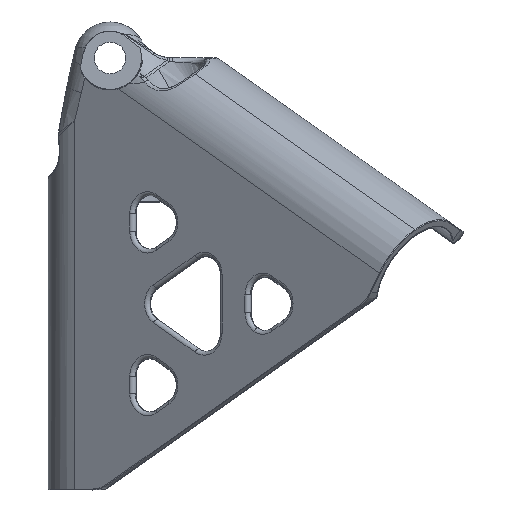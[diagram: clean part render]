
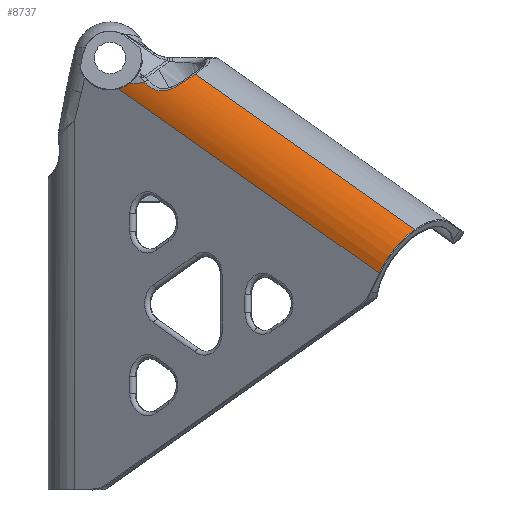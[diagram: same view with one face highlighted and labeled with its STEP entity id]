
A CAD part, top view. The second image highlights one B-rep face of the part: STEP entity #8737.
In plain terms, the highlighted cylindrical face has radius 21.844 mm (diameter 43.688 mm), a partial arc.
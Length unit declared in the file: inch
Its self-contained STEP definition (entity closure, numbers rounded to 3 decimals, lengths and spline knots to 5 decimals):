
#423 = CARTESIAN_POINT ( 'NONE',  ( 0.6475, -0.44934, 1.44804 ) ) ;
#496 = CARTESIAN_POINT ( 'NONE',  ( 0.86101, -0.42845, 1.52724 ) ) ;
#571 = CARTESIAN_POINT ( 'NONE',  ( 0.56279, -0.40901, 1.39463 ) ) ;
#576 = ORIENTED_EDGE ( 'NONE', *, *, #9782, .T. ) ;
#1069 = DIRECTION ( 'NONE',  ( -0.707, 0.5, -0.5 ) ) ;
#1432 = EDGE_CURVE ( 'NONE', #20041, #8862, #3226, .T. ) ;
#1541 = CARTESIAN_POINT ( 'NONE',  ( 0.13816, -0.42431, 1.15098 ) ) ;
#1902 = CARTESIAN_POINT ( 'NONE',  ( 1.03207, -0.33171, 1.51671 ) ) ;
#2188 = CARTESIAN_POINT ( 'NONE',  ( 0.44209, -0.34705, 1.31714 ) ) ;
#2485 = CARTESIAN_POINT ( 'NONE',  ( 4.23557, -2.38689, 3.60311 ) ) ;
#2660 = CARTESIAN_POINT ( 'NONE',  ( 0.27721, -0.19602, 0.19602 ) ) ;
#2682 = CARTESIAN_POINT ( 'NONE',  ( 3.74612, -3., 3.70219 ) ) ;
#3057 = CARTESIAN_POINT ( 'NONE',  ( 0.11346, -0.43132, 1.13351 ) ) ;
#3058 = CIRCLE ( 'NONE', #5161, 0.86 ) ;
#3195 = ORIENTED_EDGE ( 'NONE', *, *, #3311, .T. ) ;
#3226 = LINE ( 'NONE', #2682, #16682 ) ;
#3281 = DIRECTION ( 'NONE',  ( -0.707, 0.5, -0.5 ) ) ;
#3293 = CARTESIAN_POINT ( 'NONE',  ( 1.18241, -0.22798, 1.4442 ) ) ;
#3311 = EDGE_CURVE ( 'NONE', #20852, #8435, #13834, .T. ) ;
#3535 = CARTESIAN_POINT ( 'NONE',  ( 0.76046, -0.45765, 1.50131 ) ) ;
#3695 = CARTESIAN_POINT ( 'NONE',  ( 0.90992, -0.4052, 1.53151 ) ) ;
#3757 = CARTESIAN_POINT ( 'NONE',  ( 0.81115, -0.44655, 1.51716 ) ) ;
#3831 = CARTESIAN_POINT ( 'NONE',  ( 0.79407, -0.45122, 1.51242 ) ) ;
#4208 = AXIS2_PLACEMENT_3D ( 'NONE', #2660, #1069, #4274 ) ;
#4274 = DIRECTION ( 'NONE',  ( 0., 0.707, 0.707 ) ) ;
#4461 = CARTESIAN_POINT ( 'NONE',  ( 0.25821, -0.36044, 1.22065 ) ) ;
#5161 = AXIS2_PLACEMENT_3D ( 'NONE', #17878, #3281, #17733 ) ;
#5247 = CARTESIAN_POINT ( 'NONE',  ( 0.98754, -0.36061, 1.52723 ) ) ;
#5312 = CARTESIAN_POINT ( 'NONE',  ( 0.95724, -0.37935, 1.53108 ) ) ;
#5397 = CARTESIAN_POINT ( 'NONE',  ( 1.08931, -0.29305, 1.4967 ) ) ;
#6171 = CARTESIAN_POINT ( 'NONE',  ( 0.11346, -0.43132, 1.13351 ) ) ;
#6225 = CARTESIAN_POINT ( 'NONE',  ( 0.16253, -0.41514, 1.16726 ) ) ;
#6515 = B_SPLINE_CURVE_WITH_KNOTS ( 'NONE', 3,
 ( #11902, #2188, #8774, #12184, #10412, #18699 ),
 .UNSPECIFIED., .F., .F.,
 ( 4, 2, 4 ),
 ( 0.0086, 0.01176, 0.01493 ),
 .UNSPECIFIED. ) ;
#6724 = CARTESIAN_POINT ( 'NONE',  ( 1.18241, -0.22798, 1.4442 ) ) ;
#6855 = CARTESIAN_POINT ( 'NONE',  ( 1.07532, -0.30264, 1.5024 ) ) ;
#6921 = B_SPLINE_CURVE_WITH_KNOTS ( 'NONE', 3,
 ( #6724, #11765, #13372, #5397, #6855, #16523, #1902, #5247, #5312, #3695, #15008, #496, #18349, #3757, #3831, #3535, #8333, #11612, #18194, #19688, #9976, #10106, #423, #16666, #8494, #15081, #571, #19754, #11836, #6933 ),
 .UNSPECIFIED., .F., .F.,
 ( 4, 2, 2, 2, 2, 2, 2, 2, 2, 2, 2, 2, 2, 2, 4 ),
 ( 0.01346, 0.01623, 0.01761, 0.019, 0.02177, 0.02315, 0.02454, 0.02592, 0.02731, 0.028, 0.02869, 0.03008, 0.03146, 0.03285, 0.03562 ),
 .UNSPECIFIED. ) ;
#6933 = CARTESIAN_POINT ( 'NONE',  ( 0.47974, -0.3387, 1.33209 ) ) ;
#8333 = CARTESIAN_POINT ( 'NONE',  ( 0.74387, -0.45946, 1.49494 ) ) ;
#8435 = VERTEX_POINT ( 'NONE', #3293 ) ;
#8494 = CARTESIAN_POINT ( 'NONE',  ( 0.60354, -0.43222, 1.42161 ) ) ;
#8585 = ORIENTED_EDGE ( 'NONE', *, *, #1432, .F. ) ;
#8737 = ADVANCED_FACE ( 'NONE', ( #14250 ), #16566, .T. ) ;
#8774 = CARTESIAN_POINT ( 'NONE',  ( 0.40486, -0.35343, 1.30009 ) ) ;
#8862 = VERTEX_POINT ( 'NONE', #6171 ) ;
#9782 = EDGE_CURVE ( 'NONE', #20041, #20852, #3058, .T. ) ;
#9976 = CARTESIAN_POINT ( 'NONE',  ( 0.68659, -0.45749, 1.46886 ) ) ;
#10106 = CARTESIAN_POINT ( 'NONE',  ( 0.66277, -0.45344, 1.45655 ) ) ;
#10267 = EDGE_CURVE ( 'NONE', #8435, #12183, #6921, .T. ) ;
#10352 = EDGE_CURVE ( 'NONE', #12183, #14033, #6515, .T. ) ;
#10412 = CARTESIAN_POINT ( 'NONE',  ( 0.29405, -0.36241, 1.24198 ) ) ;
#11536 = EDGE_LOOP ( 'NONE', ( #576, #3195, #14240, #14725, #11891, #8585 ) ) ;
#11612 = CARTESIAN_POINT ( 'NONE',  ( 0.71921, -0.45991, 1.48434 ) ) ;
#11765 = CARTESIAN_POINT ( 'NONE',  ( 1.15692, -0.246, 1.46223 ) ) ;
#11836 = CARTESIAN_POINT ( 'NONE',  ( 0.50157, -0.36132, 1.34993 ) ) ;
#11891 = ORIENTED_EDGE ( 'NONE', *, *, #12513, .T. ) ;
#11902 = CARTESIAN_POINT ( 'NONE',  ( 0.47974, -0.3387, 1.33209 ) ) ;
#12078 = CARTESIAN_POINT ( 'NONE',  ( 0.47974, -0.3387, 1.33209 ) ) ;
#12183 = VERTEX_POINT ( 'NONE', #12078 ) ;
#12184 = CARTESIAN_POINT ( 'NONE',  ( 0.33075, -0.36114, 1.26247 ) ) ;
#12513 = EDGE_CURVE ( 'NONE', #14033, #8862, #12613, .T. ) ;
#12613 = B_SPLINE_CURVE_WITH_KNOTS ( 'NONE', 3,
 ( #20765, #17508, #16015, #6225, #1541, #3057 ),
 .UNSPECIFIED., .F., .F.,
 ( 4, 2, 4 ),
 ( 0., 0.00233, 0.00465 ),
 .UNSPECIFIED. ) ;
#13372 = CARTESIAN_POINT ( 'NONE',  ( 1.13049, -0.26457, 1.4776 ) ) ;
#13834 = LINE ( 'NONE', #16022, #18147 ) ;
#14033 = VERTEX_POINT ( 'NONE', #4461 ) ;
#14240 = ORIENTED_EDGE ( 'NONE', *, *, #10267, .T. ) ;
#14250 = FACE_OUTER_BOUND ( 'NONE', #11536, .T. ) ;
#14435 = DIRECTION ( 'NONE',  ( -0.707, 0.5, -0.5 ) ) ;
#14725 = ORIENTED_EDGE ( 'NONE', *, *, #10352, .T. ) ;
#15008 = CARTESIAN_POINT ( 'NONE',  ( 0.89371, -0.41346, 1.53074 ) ) ;
#15081 = CARTESIAN_POINT ( 'NONE',  ( 0.57595, -0.41732, 1.40361 ) ) ;
#15624 = DIRECTION ( 'NONE',  ( -0.707, 0.5, -0.5 ) ) ;
#16015 = CARTESIAN_POINT ( 'NONE',  ( 0.21074, -0.39187, 1.19666 ) ) ;
#16022 = CARTESIAN_POINT ( 'NONE',  ( 0.27721, 0.4121, 0.80413 ) ) ;
#16523 = CARTESIAN_POINT ( 'NONE',  ( 1.04674, -0.32195, 1.51239 ) ) ;
#16566 = CYLINDRICAL_SURFACE ( 'NONE', #4208, 0.86 ) ;
#16666 = CARTESIAN_POINT ( 'NONE',  ( 0.61792, -0.43875, 1.43059 ) ) ;
#16682 = VECTOR ( 'NONE', #15624, 39.37008 ) ;
#17508 = CARTESIAN_POINT ( 'NONE',  ( 0.23458, -0.37778, 1.20979 ) ) ;
#17733 = DIRECTION ( 'NONE',  ( 0.577, 0.816, 0. ) ) ;
#17878 = CARTESIAN_POINT ( 'NONE',  ( 4.23557, -2.995, 2.995 ) ) ;
#18147 = VECTOR ( 'NONE', #14435, 39.37008 ) ;
#18194 = CARTESIAN_POINT ( 'NONE',  ( 0.71102, -0.45969, 1.48063 ) ) ;
#18349 = CARTESIAN_POINT ( 'NONE',  ( 0.84453, -0.43517, 1.52454 ) ) ;
#18699 = CARTESIAN_POINT ( 'NONE',  ( 0.25821, -0.36044, 1.22065 ) ) ;
#19688 = CARTESIAN_POINT ( 'NONE',  ( 0.69473, -0.45848, 1.4729 ) ) ;
#19754 = CARTESIAN_POINT ( 'NONE',  ( 0.52486, -0.38202, 1.36775 ) ) ;
#20041 = VERTEX_POINT ( 'NONE', #20426 ) ;
#20426 = CARTESIAN_POINT ( 'NONE',  ( 3.73905, -2.995, 3.69719 ) ) ;
#20765 = CARTESIAN_POINT ( 'NONE',  ( 0.25821, -0.36044, 1.22065 ) ) ;
#20852 = VERTEX_POINT ( 'NONE', #2485 ) ;
